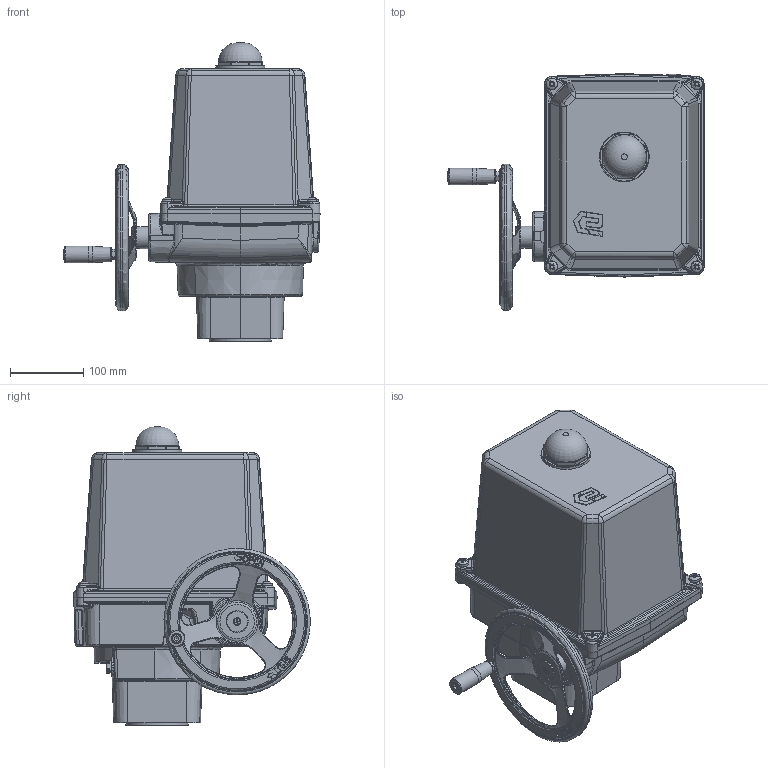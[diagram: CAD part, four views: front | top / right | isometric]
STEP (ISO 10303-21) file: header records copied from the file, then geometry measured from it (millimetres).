
FILE_DESCRIPTION(('HOOPS Exchange Step'),'2;1');
FILE_NAME('AN0300_503-703_F12.stp','2025-04-25T13:36:54+02:00',('nieru'),('Unknown organisation'),'HOOPS Exchange 2024.2','HOOPS Exchange','Unknown authorisation');
FILE_SCHEMA( ('AP203_CONFIGURATION_CONTROLLED_3D_DESIGN_OF_MECHANICAL_PARTS_AND_ASSEMBLIES_MIM_LF') );
Length unit declared in the file: millimetre
Products named in the file (4): 0; root
Assembly tree (3 placements, depth 3):
  root
    0
      0
      0
Bounding box: 349.94 x 323.36 x 407.7 mm (x, y, z)
Volume: 14028030 mm3; surface area: 699945.7 mm2
Topology: 26 solids, 26 shells, 2362 faces, 5931 edges, 3587 vertices
Faces by surface type: cylinder 917, plane 457, bspline 381, torus 355, cone 172, sphere 80
Full cylindrical faces by diameter (mm): 3.1 x1, 3.219 x1, 4.773 x1, 6 x1, 6.647 x1, 7.177 x1, 8 x1, 9 x1, 10.106 x4, 10.5 x1, 13 x1, 13.5 x1, 15.875 x1, 16 x1, 20 x3, 23 x1, 24 x2, 30 x3, 42 x2, 55 x2, 58.632 x1, 60.2 x1, 74.53 x1, 85 x1, 196 x1, 200 x1
Entity records: 170823 total; most frequent: CARTESIAN_POINT 119296, ORIENTED_EDGE 11664, DIRECTION 9220, EDGE_CURVE 5832, AXIS2_PLACEMENT_3D 3707, VERTEX_POINT 3587, EDGE_LOOP 2459, FACE_BOUND 2459
